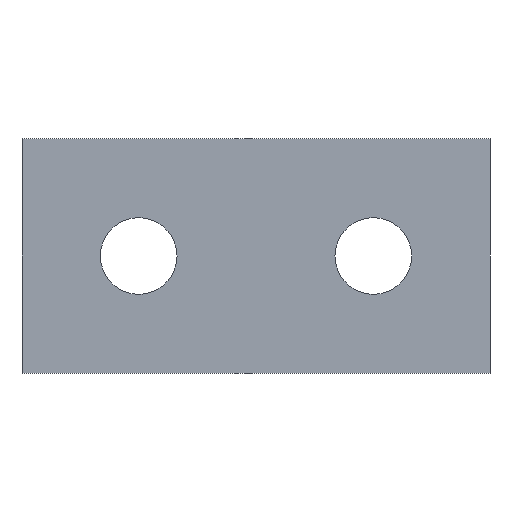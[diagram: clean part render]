
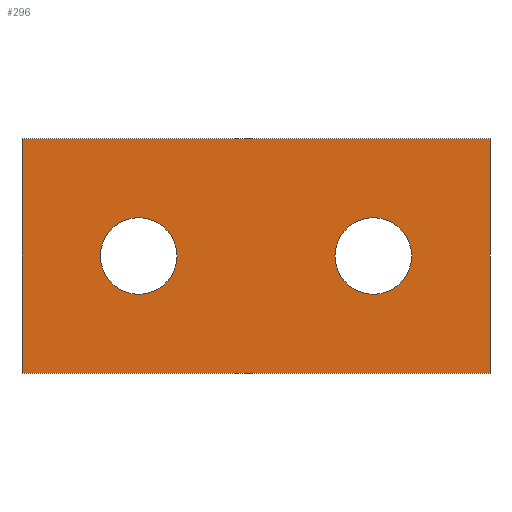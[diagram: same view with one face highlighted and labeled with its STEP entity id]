
A CAD part, front view. The second image highlights one B-rep face of the part: STEP entity #296.
In plain terms, the highlighted planar face has unit normal (0, -1, 0).
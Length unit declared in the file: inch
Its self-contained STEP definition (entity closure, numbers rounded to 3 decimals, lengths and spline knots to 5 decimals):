
#5 = ORIENTED_EDGE ( 'NONE', *, *, #227, .T. ) ;
#14 = VECTOR ( 'NONE', #365, 39.37008 ) ;
#19 = ORIENTED_EDGE ( 'NONE', *, *, #272, .T. ) ;
#26 = EDGE_LOOP ( 'NONE', ( #57, #69, #5, #19 ) ) ;
#29 = ORIENTED_EDGE ( 'NONE', *, *, #238, .F. ) ;
#33 = LINE ( 'NONE', #366, #14 ) ;
#39 = EDGE_LOOP ( 'NONE', ( #62, #54 ) ) ;
#45 = EDGE_LOOP ( 'NONE', ( #29, #70 ) ) ;
#54 = ORIENTED_EDGE ( 'NONE', *, *, #276, .F. ) ;
#57 = ORIENTED_EDGE ( 'NONE', *, *, #282, .F. ) ;
#62 = ORIENTED_EDGE ( 'NONE', *, *, #286, .F. ) ;
#69 = ORIENTED_EDGE ( 'NONE', *, *, #273, .F. ) ;
#70 = ORIENTED_EDGE ( 'NONE', *, *, #274, .F. ) ;
#73 = CARTESIAN_POINT ( 'NONE',  ( 0.785, 0., -0.787 ) ) ;
#84 = CARTESIAN_POINT ( 'NONE',  ( -0.785, 0., 0. ) ) ;
#93 = CARTESIAN_POINT ( 'NONE',  ( -0.785, 0., -0.787 ) ) ;
#94 = CARTESIAN_POINT ( 'NONE',  ( 0.785, 0., 0. ) ) ;
#98 = CARTESIAN_POINT ( 'NONE',  ( -0.3935, 0., -0.522 ) ) ;
#109 = DIRECTION ( 'NONE',  ( 1., 0., 0. ) ) ;
#110 = CARTESIAN_POINT ( 'NONE',  ( -0.3935, 0., -0.265 ) ) ;
#113 = PLANE ( 'NONE',  #252 ) ;
#114 = CARTESIAN_POINT ( 'NONE',  ( 0.3935, 0., -0.522 ) ) ;
#118 = DIRECTION ( 'NONE',  ( 0., -1., 0. ) ) ;
#121 = CARTESIAN_POINT ( 'NONE',  ( 0., 0., -0.787 ) ) ;
#129 = CARTESIAN_POINT ( 'NONE',  ( 0.3935, 0., -0.265 ) ) ;
#134 = CIRCLE ( 'NONE', #247, 0.1285 ) ;
#149 = FACE_BOUND ( 'NONE', #45, .T. ) ;
#150 = FACE_BOUND ( 'NONE', #39, .T. ) ;
#153 = FACE_OUTER_BOUND ( 'NONE', #26, .T. ) ;
#183 = CIRCLE ( 'NONE', #241, 0.1285 ) ;
#186 = VECTOR ( 'NONE', #378, 39.37008 ) ;
#187 = LINE ( 'NONE', #358, #186 ) ;
#189 = VECTOR ( 'NONE', #376, 39.37008 ) ;
#190 = LINE ( 'NONE', #377, #189 ) ;
#191 = CIRCLE ( 'NONE', #242, 0.1285 ) ;
#193 = CIRCLE ( 'NONE', #244, 0.1285 ) ;
#205 = VECTOR ( 'NONE', #385, 39.37008 ) ;
#206 = LINE ( 'NONE', #384, #205 ) ;
#227 = EDGE_CURVE ( 'NONE', #369, #348, #33, .T. ) ;
#238 = EDGE_CURVE ( 'NONE', #317, #363, #183, .T. ) ;
#241 = AXIS2_PLACEMENT_3D ( 'NONE', #357, #356, #355 ) ;
#242 = AXIS2_PLACEMENT_3D ( 'NONE', #341, #340, #339 ) ;
#244 = AXIS2_PLACEMENT_3D ( 'NONE', #344, #343, #342 ) ;
#247 = AXIS2_PLACEMENT_3D ( 'NONE', #320, #321, #388 ) ;
#252 = AXIS2_PLACEMENT_3D ( 'NONE', #121, #118, #109 ) ;
#272 = EDGE_CURVE ( 'NONE', #348, #370, #187, .T. ) ;
#273 = EDGE_CURVE ( 'NONE', #369, #367, #190, .T. ) ;
#274 = EDGE_CURVE ( 'NONE', #363, #317, #191, .T. ) ;
#276 = EDGE_CURVE ( 'NONE', #315, #316, #193, .T. ) ;
#282 = EDGE_CURVE ( 'NONE', #367, #370, #206, .T. ) ;
#286 = EDGE_CURVE ( 'NONE', #316, #315, #134, .T. ) ;
#296 = ADVANCED_FACE ( 'NONE', ( #150, #149, #153 ), #113, .T. ) ;
#315 = VERTEX_POINT ( 'NONE', #114 ) ;
#316 = VERTEX_POINT ( 'NONE', #129 ) ;
#317 = VERTEX_POINT ( 'NONE', #110 ) ;
#320 = CARTESIAN_POINT ( 'NONE',  ( 0.3935, 0., -0.3935 ) ) ;
#321 = DIRECTION ( 'NONE',  ( 0., -1., 0. ) ) ;
#339 = DIRECTION ( 'NONE',  ( 1., 0., 0. ) ) ;
#340 = DIRECTION ( 'NONE',  ( 0., -1., 0. ) ) ;
#341 = CARTESIAN_POINT ( 'NONE',  ( -0.3935, 0., -0.3935 ) ) ;
#342 = DIRECTION ( 'NONE',  ( 1., 0., 0. ) ) ;
#343 = DIRECTION ( 'NONE',  ( 0., -1., 0. ) ) ;
#344 = CARTESIAN_POINT ( 'NONE',  ( 0.3935, 0., -0.3935 ) ) ;
#348 = VERTEX_POINT ( 'NONE', #73 ) ;
#355 = DIRECTION ( 'NONE',  ( 1., 0., 0. ) ) ;
#356 = DIRECTION ( 'NONE',  ( 0., -1., 0. ) ) ;
#357 = CARTESIAN_POINT ( 'NONE',  ( -0.3935, 0., -0.3935 ) ) ;
#358 = CARTESIAN_POINT ( 'NONE',  ( 0.785, 0., -0.787 ) ) ;
#363 = VERTEX_POINT ( 'NONE', #98 ) ;
#365 = DIRECTION ( 'NONE',  ( 1., 0., 0. ) ) ;
#366 = CARTESIAN_POINT ( 'NONE',  ( 0.785, 0., -0.787 ) ) ;
#367 = VERTEX_POINT ( 'NONE', #84 ) ;
#369 = VERTEX_POINT ( 'NONE', #93 ) ;
#370 = VERTEX_POINT ( 'NONE', #94 ) ;
#376 = DIRECTION ( 'NONE',  ( 0., 0., 1. ) ) ;
#377 = CARTESIAN_POINT ( 'NONE',  ( -0.785, 0., -0.787 ) ) ;
#378 = DIRECTION ( 'NONE',  ( 0., 0., 1. ) ) ;
#384 = CARTESIAN_POINT ( 'NONE',  ( 0., 0., 0. ) ) ;
#385 = DIRECTION ( 'NONE',  ( 1., 0., 0. ) ) ;
#388 = DIRECTION ( 'NONE',  ( 1., 0., 0. ) ) ;
